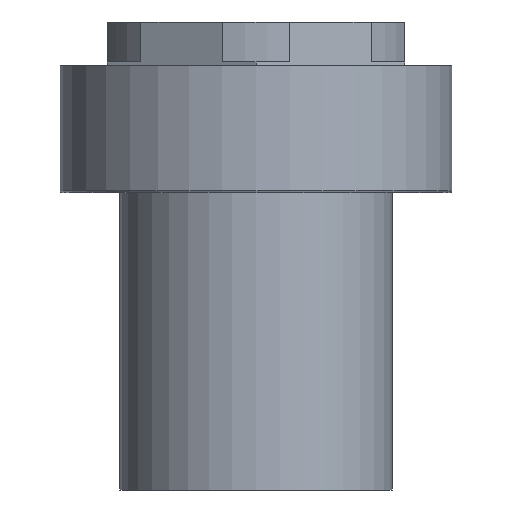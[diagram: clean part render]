
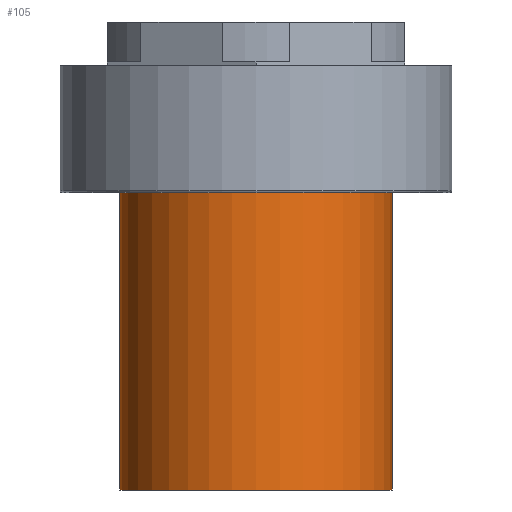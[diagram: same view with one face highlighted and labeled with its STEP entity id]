
A CAD part, front view. The second image highlights one B-rep face of the part: STEP entity #105.
In plain terms, the highlighted cylindrical face has radius 37.5 mm (diameter 75 mm), a partial arc.
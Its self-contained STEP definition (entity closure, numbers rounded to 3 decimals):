
#43 = ORIENTED_EDGE ( 'NONE', *, *, #245, .F. ) ;
#48 = DIRECTION ( 'NONE',  ( 0., 0., 1. ) ) ;
#58 = ORIENTED_EDGE ( 'NONE', *, *, #1406, .F. ) ;
#88 = CARTESIAN_POINT ( 'NONE',  ( -37.5, 0., -47. ) ) ;
#105 = ADVANCED_FACE ( 'NONE', ( #266 ), #602, .T. ) ;
#239 = VECTOR ( 'NONE', #1326, 1000. ) ;
#245 = EDGE_CURVE ( 'NONE', #254, #1411, #1301, .T. ) ;
#254 = VERTEX_POINT ( 'NONE', #88 ) ;
#266 = FACE_OUTER_BOUND ( 'NONE', #638, .T. ) ;
#293 = CARTESIAN_POINT ( 'NONE',  ( 0., 0., -129. ) ) ;
#371 = VERTEX_POINT ( 'NONE', #673 ) ;
#416 = DIRECTION ( 'NONE',  ( 0., 0., 1. ) ) ;
#420 = CARTESIAN_POINT ( 'NONE',  ( 37.5, 0., -129. ) ) ;
#436 = DIRECTION ( 'NONE',  ( 0., 0., 1. ) ) ;
#448 = LINE ( 'NONE', #893, #239 ) ;
#481 = CIRCLE ( 'NONE', #1287, 37.5 ) ;
#495 = DIRECTION ( 'NONE',  ( 1., 0., 0. ) ) ;
#602 = CYLINDRICAL_SURFACE ( 'NONE', #1309, 37.5 ) ;
#638 = EDGE_LOOP ( 'NONE', ( #58, #946, #674, #43 ) ) ;
#673 = CARTESIAN_POINT ( 'NONE',  ( -37.5, 0., -129. ) ) ;
#674 = ORIENTED_EDGE ( 'NONE', *, *, #1018, .T. ) ;
#682 = AXIS2_PLACEMENT_3D ( 'NONE', #1401, #416, #861 ) ;
#743 = DIRECTION ( 'NONE',  ( 0., 0., 1. ) ) ;
#861 = DIRECTION ( 'NONE',  ( 1., 0., 0. ) ) ;
#879 = CARTESIAN_POINT ( 'NONE',  ( 37.5, 0., -47. ) ) ;
#886 = VERTEX_POINT ( 'NONE', #420 ) ;
#893 = CARTESIAN_POINT ( 'NONE',  ( 37.5, 0., 0. ) ) ;
#946 = ORIENTED_EDGE ( 'NONE', *, *, #1315, .T. ) ;
#985 = LINE ( 'NONE', #1419, #1151 ) ;
#1018 = EDGE_CURVE ( 'NONE', #886, #1411, #448, .T. ) ;
#1042 = CARTESIAN_POINT ( 'NONE',  ( 0., 0., 0. ) ) ;
#1151 = VECTOR ( 'NONE', #436, 1000. ) ;
#1177 = DIRECTION ( 'NONE',  ( 1., 0., 0. ) ) ;
#1287 = AXIS2_PLACEMENT_3D ( 'NONE', #293, #743, #1177 ) ;
#1301 = CIRCLE ( 'NONE', #682, 37.5 ) ;
#1309 = AXIS2_PLACEMENT_3D ( 'NONE', #1042, #48, #495 ) ;
#1315 = EDGE_CURVE ( 'NONE', #371, #886, #481, .T. ) ;
#1326 = DIRECTION ( 'NONE',  ( 0., 0., 1. ) ) ;
#1401 = CARTESIAN_POINT ( 'NONE',  ( 0., 0., -47. ) ) ;
#1406 = EDGE_CURVE ( 'NONE', #371, #254, #985, .T. ) ;
#1411 = VERTEX_POINT ( 'NONE', #879 ) ;
#1419 = CARTESIAN_POINT ( 'NONE',  ( -37.5, 0., 0. ) ) ;
